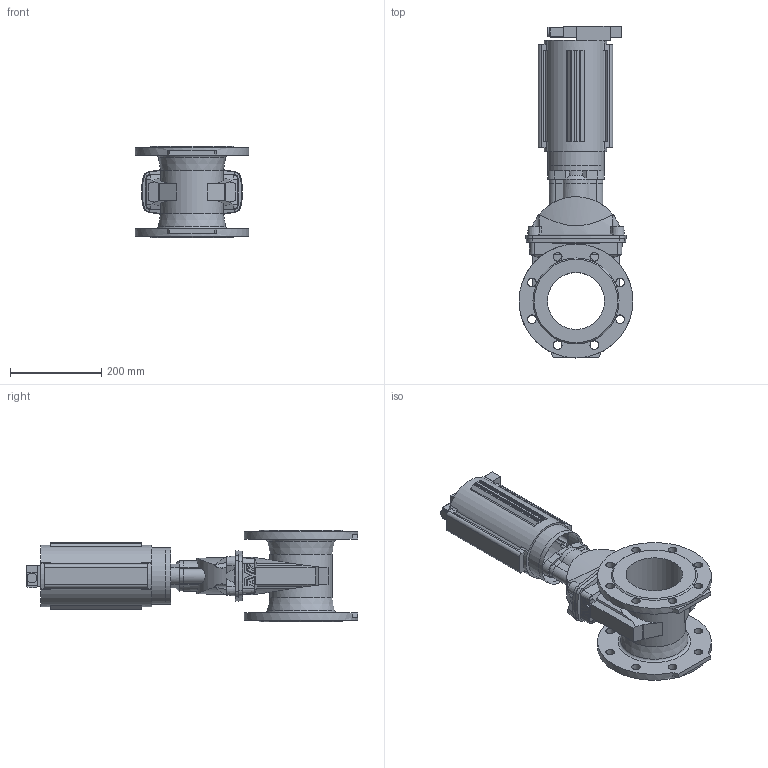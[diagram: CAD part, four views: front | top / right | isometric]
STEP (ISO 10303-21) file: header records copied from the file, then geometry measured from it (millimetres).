
FILE_DESCRIPTION (( 'STEP AP203' ), '1' );
FILE_NAME ('O_715_30_DN125_XXXXX_AA0_step.step', '2017-02-06T09:00:04', ( 'Windows User' ), ( 'AVK' ), 'SwSTEP 2.0', 'SolidWorks 2012', '' );
FILE_SCHEMA (( 'CONFIG_CONTROL_DESIGN' ));
Length unit declared in the file: millimetre
Products named in the file (1): O_715_30_DN125_XXXXX_AA0_step
Bounding box: 250 x 729.3 x 200 mm (x, y, z)
Volume: 9231604.2 mm3; surface area: 641859.1 mm2
Topology: 1 solids, 1 shells, 429 faces, 1194 edges, 783 vertices
Faces by surface type: plane 217, cylinder 161, cone 45, torus 4, sphere 2
Full cylindrical faces by diameter (mm): 10 x1, 19 x16, 21 x1, 21.5 x1, 125 x3, 137 x1, 250 x2
Entity records: 14297 total; most frequent: CARTESIAN_POINT 3388, ORIENTED_EDGE 2264, DIRECTION 2246, EDGE_CURVE 1132, AXIS2_PLACEMENT_3D 806, VERTEX_POINT 760, LINE 634, VECTOR 634
